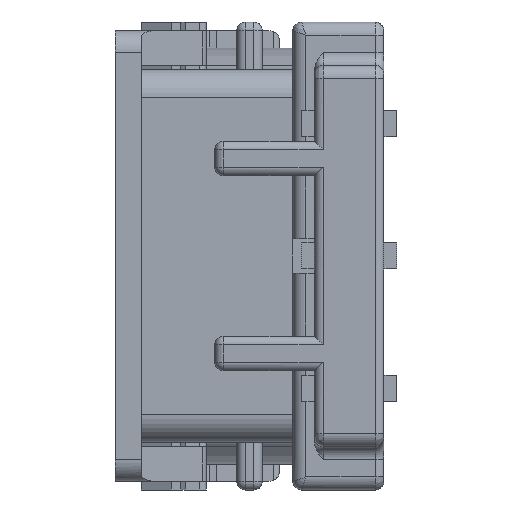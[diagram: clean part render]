
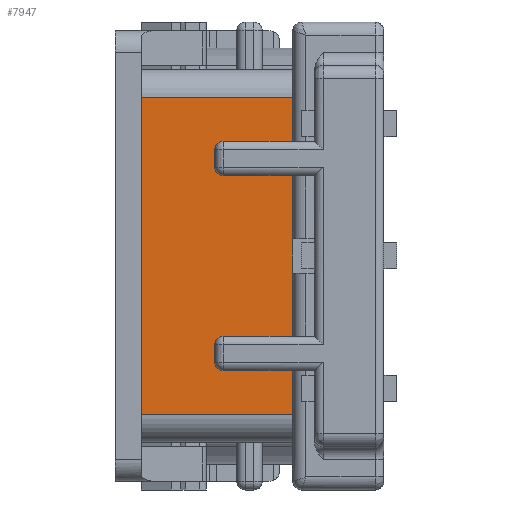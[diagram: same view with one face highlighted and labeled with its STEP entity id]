
A CAD part, left-side view. The second image highlights one B-rep face of the part: STEP entity #7947.
In plain terms, the highlighted planar face has unit normal (-1, 0, 0).
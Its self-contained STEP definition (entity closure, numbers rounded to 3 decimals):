
#1501=DIRECTION('',(0.,1.,0.));
#1502=VECTOR('',#1501,0.5);
#1503=CARTESIAN_POINT('',(-5.05,2.1,-1.85));
#1504=LINE('',#1503,#1502);
#1505=DIRECTION('',(0.,0.,1.));
#1506=VECTOR('',#1505,0.2);
#1507=CARTESIAN_POINT('',(-5.05,2.9,-2.35));
#1508=LINE('',#1507,#1506);
#1509=DIRECTION('',(0.,1.,0.));
#1510=VECTOR('',#1509,0.5);
#1511=CARTESIAN_POINT('',(-5.05,2.1,-2.65));
#1512=LINE('',#1511,#1510);
#1513=DIRECTION('',(0.,0.,-1.));
#1514=VECTOR('',#1513,1.);
#1515=CARTESIAN_POINT('',(-5.05,2.1,-2.65));
#1516=LINE('',#1515,#1514);
#1517=DIRECTION('',(0.,0.,-1.));
#1518=VECTOR('',#1517,1.);
#1519=CARTESIAN_POINT('',(-5.05,2.1,3.65));
#1520=LINE('',#1519,#1518);
#1521=DIRECTION('',(0.,1.,0.));
#1522=VECTOR('',#1521,0.5);
#1523=CARTESIAN_POINT('',(-5.05,2.1,2.65));
#1524=LINE('',#1523,#1522);
#1525=DIRECTION('',(0.,0.,1.));
#1526=VECTOR('',#1525,0.2);
#1527=CARTESIAN_POINT('',(-5.05,2.9,2.15));
#1528=LINE('',#1527,#1526);
#1529=DIRECTION('',(0.,1.,0.));
#1530=VECTOR('',#1529,0.5);
#1531=CARTESIAN_POINT('',(-5.05,2.1,1.85));
#1532=LINE('',#1531,#1530);
#1533=DIRECTION('',(0.,0.,-1.));
#1534=VECTOR('',#1533,3.7);
#1535=CARTESIAN_POINT('',(-5.05,2.1,1.85));
#1536=LINE('',#1535,#1534);
#2437=CARTESIAN_POINT('',(-5.05,2.6,-2.35));
#2438=DIRECTION('',(1.,0.,0.));
#2439=DIRECTION('',(0.,0.,-1.));
#2440=AXIS2_PLACEMENT_3D('',#2437,#2438,#2439);
#2442=CARTESIAN_POINT('',(-5.05,2.6,-2.15));
#2443=DIRECTION('',(1.,0.,0.));
#2444=DIRECTION('',(0.,1.,0.));
#2445=AXIS2_PLACEMENT_3D('',#2442,#2443,#2444);
#2491=CARTESIAN_POINT('',(-5.05,2.6,2.15));
#2492=DIRECTION('',(1.,0.,0.));
#2493=DIRECTION('',(0.,0.,-1.));
#2494=AXIS2_PLACEMENT_3D('',#2491,#2492,#2493);
#2534=CARTESIAN_POINT('',(-5.05,2.6,2.35));
#2535=DIRECTION('',(1.,0.,0.));
#2536=DIRECTION('',(0.,1.,0.));
#2537=AXIS2_PLACEMENT_3D('',#2534,#2535,#2536);
#3293=DIRECTION('',(0.,0.,1.));
#3294=VECTOR('',#3293,7.3);
#3295=CARTESIAN_POINT('',(-5.05,5.6,-3.65));
#3296=LINE('',#3295,#3294);
#3503=DIRECTION('',(0.,1.,0.));
#3504=VECTOR('',#3503,3.5);
#3505=CARTESIAN_POINT('',(-5.05,2.1,-3.65));
#3506=LINE('',#3505,#3504);
#3940=DIRECTION('',(0.,-1.,0.));
#3941=VECTOR('',#3940,3.5);
#3942=CARTESIAN_POINT('',(-5.05,5.6,3.65));
#3943=LINE('',#3942,#3941);
#4748=CARTESIAN_POINT('',(-5.05,2.1,-3.65));
#4749=CARTESIAN_POINT('',(-5.05,5.6,-3.65));
#4750=VERTEX_POINT('',#4748);
#4751=VERTEX_POINT('',#4749);
#4756=CARTESIAN_POINT('',(-5.05,5.6,3.65));
#4757=CARTESIAN_POINT('',(-5.05,2.1,3.65));
#4758=VERTEX_POINT('',#4756);
#4759=VERTEX_POINT('',#4757);
#4792=CARTESIAN_POINT('',(-5.05,2.1,1.85));
#4793=CARTESIAN_POINT('',(-5.05,2.6,1.85));
#4794=VERTEX_POINT('',#4792);
#4795=VERTEX_POINT('',#4793);
#4796=CARTESIAN_POINT('',(-5.05,2.1,2.65));
#4797=CARTESIAN_POINT('',(-5.05,2.6,2.65));
#4798=VERTEX_POINT('',#4796);
#4799=VERTEX_POINT('',#4797);
#4800=CARTESIAN_POINT('',(-5.05,2.1,-2.65));
#4801=CARTESIAN_POINT('',(-5.05,2.6,-2.65));
#4802=VERTEX_POINT('',#4800);
#4803=VERTEX_POINT('',#4801);
#4804=CARTESIAN_POINT('',(-5.05,2.1,-1.85));
#4805=CARTESIAN_POINT('',(-5.05,2.6,-1.85));
#4806=VERTEX_POINT('',#4804);
#4807=VERTEX_POINT('',#4805);
#4808=CARTESIAN_POINT('',(-5.05,2.9,-2.15));
#4809=VERTEX_POINT('',#4808);
#4810=CARTESIAN_POINT('',(-5.05,2.9,2.35));
#4811=VERTEX_POINT('',#4810);
#5294=CARTESIAN_POINT('',(-5.05,2.9,-2.35));
#5296=VERTEX_POINT('',#5294);
#5304=CARTESIAN_POINT('',(-5.05,2.9,2.15));
#5306=VERTEX_POINT('',#5304);
#7913=CARTESIAN_POINT('',(-5.05,2.1,6.48));
#7914=DIRECTION('',(1.,0.,0.));
#7915=DIRECTION('',(0.,1.,0.));
#7916=AXIS2_PLACEMENT_3D('',#7913,#7914,#7915);
#7917=PLANE('',#7916);
#7919=ORIENTED_EDGE('',*,*,#7918,.T.);
#7921=ORIENTED_EDGE('',*,*,#7920,.F.);
#7923=ORIENTED_EDGE('',*,*,#7922,.F.);
#7925=ORIENTED_EDGE('',*,*,#7924,.F.);
#7926=ORIENTED_EDGE('',*,*,#7415,.F.);
#7927=ORIENTED_EDGE('',*,*,#7797,.T.);
#7929=ORIENTED_EDGE('',*,*,#7928,.T.);
#7931=ORIENTED_EDGE('',*,*,#7930,.T.);
#7933=ORIENTED_EDGE('',*,*,#7932,.T.);
#7934=ORIENTED_EDGE('',*,*,#7837,.T.);
#7936=ORIENTED_EDGE('',*,*,#7935,.T.);
#7938=ORIENTED_EDGE('',*,*,#7937,.F.);
#7940=ORIENTED_EDGE('',*,*,#7939,.F.);
#7942=ORIENTED_EDGE('',*,*,#7941,.F.);
#7943=ORIENTED_EDGE('',*,*,#7897,.F.);
#7944=ORIENTED_EDGE('',*,*,#7737,.T.);
#7945=EDGE_LOOP('',(#7919,#7921,#7923,#7925,#7926,#7927,#7929,#7931,#7933,#7934,
#7936,#7938,#7940,#7942,#7943,#7944));
#7946=FACE_OUTER_BOUND('',#7945,.F.);
#7947=ADVANCED_FACE('',(#7946),#7917,.F.);
#2441=CIRCLE('',#2440,0.3);
#2446=CIRCLE('',#2445,0.3);
#2495=CIRCLE('',#2494,0.3);
#2538=CIRCLE('',#2537,0.3);
#7415=EDGE_CURVE('',#4802,#4803,#1512,.T.);
#7737=EDGE_CURVE('',#4794,#4806,#1536,.T.);
#7797=EDGE_CURVE('',#4802,#4750,#1516,.T.);
#7837=EDGE_CURVE('',#4759,#4798,#1520,.T.);
#7897=EDGE_CURVE('',#4794,#4795,#1532,.T.);
#7918=EDGE_CURVE('',#4806,#4807,#1504,.T.);
#7920=EDGE_CURVE('',#4809,#4807,#2446,.T.);
#7922=EDGE_CURVE('',#5296,#4809,#1508,.T.);
#7924=EDGE_CURVE('',#4803,#5296,#2441,.T.);
#7928=EDGE_CURVE('',#4750,#4751,#3506,.T.);
#7930=EDGE_CURVE('',#4751,#4758,#3296,.T.);
#7932=EDGE_CURVE('',#4758,#4759,#3943,.T.);
#7935=EDGE_CURVE('',#4798,#4799,#1524,.T.);
#7937=EDGE_CURVE('',#4811,#4799,#2538,.T.);
#7939=EDGE_CURVE('',#5306,#4811,#1528,.T.);
#7941=EDGE_CURVE('',#4795,#5306,#2495,.T.);
